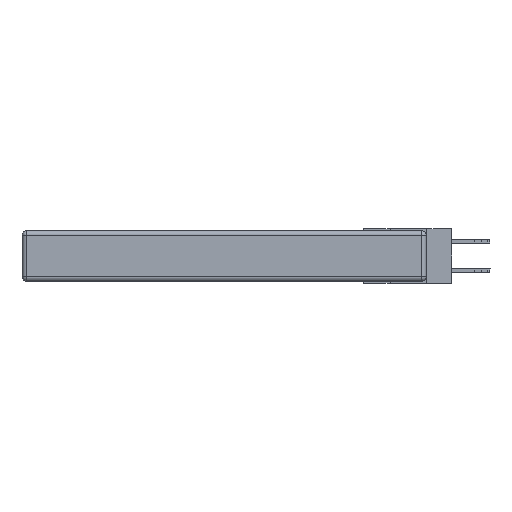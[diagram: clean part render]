
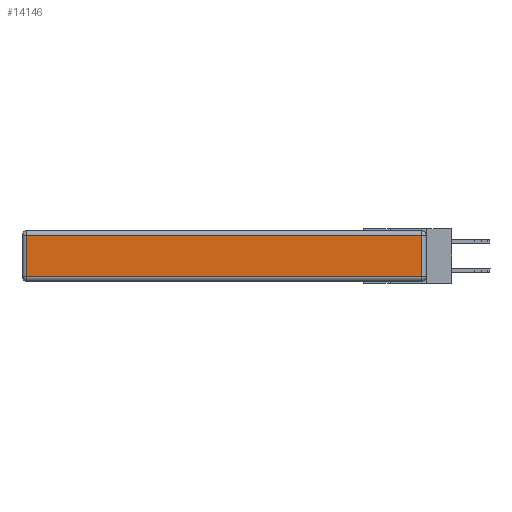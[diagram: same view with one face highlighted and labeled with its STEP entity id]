
A CAD part, left-side view. The second image highlights one B-rep face of the part: STEP entity #14146.
In plain terms, the highlighted planar face has unit normal (-1, 0, 0).
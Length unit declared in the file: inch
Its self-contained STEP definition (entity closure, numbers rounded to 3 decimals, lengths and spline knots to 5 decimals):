
#189 = CARTESIAN_POINT ( 'NONE',  ( 0., 2.72, -0.313 ) ) ;
#356 = VERTEX_POINT ( 'NONE', #189 ) ;
#716 = CARTESIAN_POINT ( 'NONE',  ( 0., 0., -0.313 ) ) ;
#1354 = FACE_OUTER_BOUND ( 'NONE', #5663, .T. ) ;
#1639 = EDGE_CURVE ( 'NONE', #8214, #7264, #2859, .T. ) ;
#1760 = DIRECTION ( 'NONE',  ( -1., 0., 0. ) ) ;
#2659 = CARTESIAN_POINT ( 'NONE',  ( 0., 0.03, -0.03 ) ) ;
#2859 = LINE ( 'NONE', #12443, #13083 ) ;
#2868 = VECTOR ( 'NONE', #11577, 39.37008 ) ;
#3245 = LINE ( 'NONE', #716, #2868 ) ;
#3510 = EDGE_CURVE ( 'NONE', #7264, #10415, #4087, .T. ) ;
#3887 = ORIENTED_EDGE ( 'NONE', *, *, #15080, .T. ) ;
#4087 = LINE ( 'NONE', #11444, #6355 ) ;
#4157 = LINE ( 'NONE', #6701, #14195 ) ;
#4386 = DIRECTION ( 'NONE',  ( 0., 1., 0. ) ) ;
#5351 = CARTESIAN_POINT ( 'NONE',  ( 0., 0., -0.343 ) ) ;
#5663 = EDGE_LOOP ( 'NONE', ( #13374, #15037, #13732, #3887 ) ) ;
#6355 = VECTOR ( 'NONE', #4386, 39.37008 ) ;
#6554 = PLANE ( 'NONE',  #12481 ) ;
#6701 = CARTESIAN_POINT ( 'NONE',  ( 0., 2.72, -0.343 ) ) ;
#7264 = VERTEX_POINT ( 'NONE', #2659 ) ;
#8214 = VERTEX_POINT ( 'NONE', #12502 ) ;
#10129 = DIRECTION ( 'NONE',  ( 0., 0., 1. ) ) ;
#10415 = VERTEX_POINT ( 'NONE', #11332 ) ;
#11332 = CARTESIAN_POINT ( 'NONE',  ( 0., 2.72, -0.03 ) ) ;
#11444 = CARTESIAN_POINT ( 'NONE',  ( 0., 2.75, -0.03 ) ) ;
#11577 = DIRECTION ( 'NONE',  ( 0., -1., 0. ) ) ;
#12443 = CARTESIAN_POINT ( 'NONE',  ( 0., 0.03, -0.343 ) ) ;
#12481 = AXIS2_PLACEMENT_3D ( 'NONE', #5351, #1760, #10129 ) ;
#12502 = CARTESIAN_POINT ( 'NONE',  ( 0., 0.03, -0.313 ) ) ;
#13083 = VECTOR ( 'NONE', #14716, 39.37008 ) ;
#13093 = EDGE_CURVE ( 'NONE', #356, #8214, #3245, .T. ) ;
#13374 = ORIENTED_EDGE ( 'NONE', *, *, #13093, .T. ) ;
#13732 = ORIENTED_EDGE ( 'NONE', *, *, #3510, .T. ) ;
#14146 = ADVANCED_FACE ( 'NONE', ( #1354 ), #6554, .T. ) ;
#14195 = VECTOR ( 'NONE', #15089, 39.37008 ) ;
#14716 = DIRECTION ( 'NONE',  ( 0., 0., 1. ) ) ;
#15037 = ORIENTED_EDGE ( 'NONE', *, *, #1639, .T. ) ;
#15080 = EDGE_CURVE ( 'NONE', #10415, #356, #4157, .T. ) ;
#15089 = DIRECTION ( 'NONE',  ( 0., 0., -1. ) ) ;
